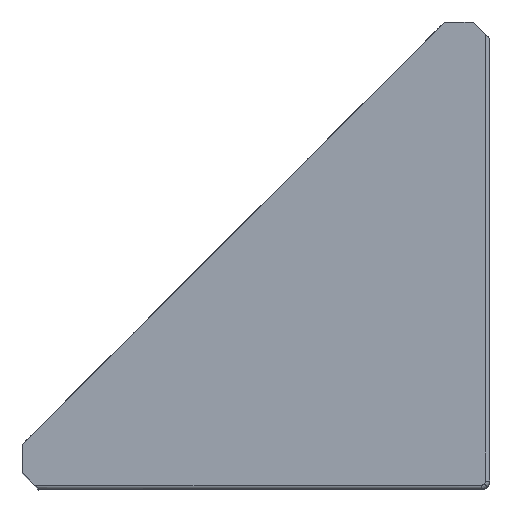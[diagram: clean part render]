
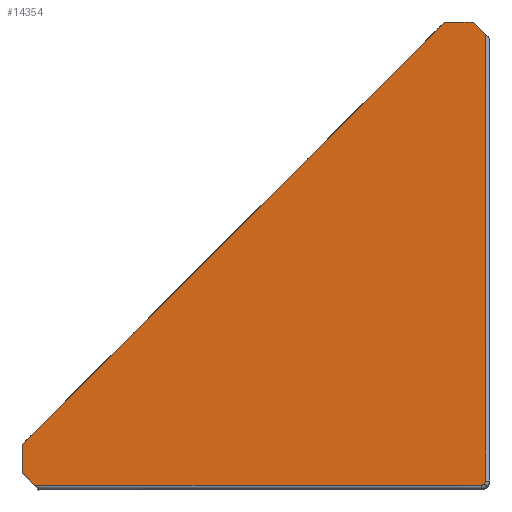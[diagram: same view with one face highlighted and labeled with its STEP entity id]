
A CAD part, top view. The second image highlights one B-rep face of the part: STEP entity #14354.
In plain terms, the highlighted planar face has unit normal (0.012, -0.012, 1).
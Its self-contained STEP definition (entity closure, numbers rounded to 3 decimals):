
#106 = CARTESIAN_POINT ( 'NONE',  ( -0.64, 0.64, 28.244 ) ) ;
#203 = VERTEX_POINT ( 'NONE', #5764 ) ;
#272 = EDGE_CURVE ( 'NONE', #203, #13492, #14311, .T. ) ;
#579 = CARTESIAN_POINT ( 'NONE',  ( -0.494, 55.494, 28.92 ) ) ;
#832 = LINE ( 'NONE', #913, #6582 ) ;
#913 = CARTESIAN_POINT ( 'NONE',  ( -55.001, 0.001, 28.907 ) ) ;
#949 = VERTEX_POINT ( 'NONE', #3185 ) ;
#1023 = CARTESIAN_POINT ( 'NONE',  ( -57., 5.5, 29. ) ) ;
#1138 = ORIENTED_EDGE ( 'NONE', *, *, #6329, .T. ) ;
#1231 = CARTESIAN_POINT ( 'NONE',  ( -0.494, 57.001, 28.938 ) ) ;
#1490 = EDGE_CURVE ( 'NONE', #8739, #10990, #2350, .T. ) ;
#1505 = CARTESIAN_POINT ( 'NONE',  ( -5.5, 57., 29. ) ) ;
#1545 = VECTOR ( 'NONE', #8094, 1000. ) ;
#1929 = LINE ( 'NONE', #1231, #1545 ) ;
#1995 = CARTESIAN_POINT ( 'NONE',  ( -0.494, 0.994, 28.247 ) ) ;
#2037 = VECTOR ( 'NONE', #7178, 1000. ) ;
#2350 = LINE ( 'NONE', #9233, #4669 ) ;
#2829 = VECTOR ( 'NONE', #10460, 1000. ) ;
#3185 = CARTESIAN_POINT ( 'NONE',  ( -57., 2., 28.957 ) ) ;
#3314 = LINE ( 'NONE', #11980, #12280 ) ;
#3582 = DIRECTION ( 'NONE',  ( 1., 0., -0.012 ) ) ;
#3709 = VERTEX_POINT ( 'NONE', #11520 ) ;
#3734 = EDGE_CURVE ( 'NONE', #8355, #949, #11799, .T. ) ;
#3983 = CARTESIAN_POINT ( 'NONE',  ( -0.494, 0.859, 28.245 ) ) ;
#4101 = EDGE_CURVE ( 'NONE', #949, #3709, #832, .T. ) ;
#4135 = EDGE_CURVE ( 'NONE', #3709, #203, #9899, .T. ) ;
#4524 = DIRECTION ( 'NONE',  ( 1., 0., -0.012 ) ) ;
#4539 = EDGE_CURVE ( 'NONE', #13492, #9711, #14180, .T. ) ;
#4669 = VECTOR ( 'NONE', #11444, 1000. ) ;
#4708 = AXIS2_PLACEMENT_3D ( 'NONE', #9264, #10355, #3582 ) ;
#4715 = CARTESIAN_POINT ( 'NONE',  ( -5.509, 0.494, 28.303 ) ) ;
#5245 = CARTESIAN_POINT ( 'NONE',  ( -0.64, 0.64, 28.244 ) ) ;
#5252 = CARTESIAN_POINT ( 'NONE',  ( -0.735, 0.545, 28.244 ) ) ;
#5313 = CARTESIAN_POINT ( 'NONE',  ( -0.994, 0.494, 28.247 ) ) ;
#5358 = EDGE_CURVE ( 'NONE', #9711, #14502, #1929, .T. ) ;
#5706 = CARTESIAN_POINT ( 'NONE',  ( -0.859, 0.494, 28.245 ) ) ;
#5744 = DIRECTION ( 'NONE',  ( 0.707, -0.707, -0.017 ) ) ;
#5764 = CARTESIAN_POINT ( 'NONE',  ( -0.994, 0.494, 28.247 ) ) ;
#5887 = ORIENTED_EDGE ( 'NONE', *, *, #4135, .T. ) ;
#6329 = EDGE_CURVE ( 'NONE', #14502, #8739, #3314, .T. ) ;
#6582 = VECTOR ( 'NONE', #5744, 1000. ) ;
#6872 = CARTESIAN_POINT ( 'NONE',  ( -5.5, 57., 29. ) ) ;
#7178 = DIRECTION ( 'NONE',  ( -0.707, -0.707, 0. ) ) ;
#7242 = EDGE_LOOP ( 'NONE', ( #10192, #5887, #11965, #14541, #11727, #1138, #12235, #14182, #13294 ) ) ;
#7473 = CARTESIAN_POINT ( 'NONE',  ( -0.545, 0.735, 28.244 ) ) ;
#7556 = FACE_OUTER_BOUND ( 'NONE', #7242, .T. ) ;
#8094 = DIRECTION ( 'NONE',  ( 0., 1., 0.012 ) ) ;
#8355 = VERTEX_POINT ( 'NONE', #1023 ) ;
#8739 = VERTEX_POINT ( 'NONE', #13218 ) ;
#9233 = CARTESIAN_POINT ( 'NONE',  ( -5.5, 57., 29. ) ) ;
#9264 = CARTESIAN_POINT ( 'NONE',  ( -5.5, 57., 29. ) ) ;
#9711 = VERTEX_POINT ( 'NONE', #1995 ) ;
#9899 = LINE ( 'NONE', #4715, #12134 ) ;
#10192 = ORIENTED_EDGE ( 'NONE', *, *, #4101, .T. ) ;
#10353 = CARTESIAN_POINT ( 'NONE',  ( -57., 56.992, 29.636 ) ) ;
#10355 = DIRECTION ( 'NONE',  ( 0.012, -0.012, 1. ) ) ;
#10460 = DIRECTION ( 'NONE',  ( 0., -1., -0.012 ) ) ;
#10760 = CARTESIAN_POINT ( 'NONE',  ( -0.494, 0.994, 28.247 ) ) ;
#10990 = VERTEX_POINT ( 'NONE', #6872 ) ;
#11429 = PLANE ( 'NONE',  #4708 ) ;
#11444 = DIRECTION ( 'NONE',  ( -1., 0., 0.012 ) ) ;
#11520 = CARTESIAN_POINT ( 'NONE',  ( -55.494, 0.494, 28.92 ) ) ;
#11727 = ORIENTED_EDGE ( 'NONE', *, *, #5358, .T. ) ;
#11799 = LINE ( 'NONE', #10353, #2829 ) ;
#11965 = ORIENTED_EDGE ( 'NONE', *, *, #272, .T. ) ;
#11980 = CARTESIAN_POINT ( 'NONE',  ( -2.001, 57.001, 28.957 ) ) ;
#12134 = VECTOR ( 'NONE', #4524, 1000. ) ;
#12152 = EDGE_CURVE ( 'NONE', #10990, #8355, #14290, .T. ) ;
#12235 = ORIENTED_EDGE ( 'NONE', *, *, #1490, .T. ) ;
#12280 = VECTOR ( 'NONE', #13091, 1000. ) ;
#13091 = DIRECTION ( 'NONE',  ( -0.707, 0.707, 0.017 ) ) ;
#13218 = CARTESIAN_POINT ( 'NONE',  ( -2., 57., 28.957 ) ) ;
#13294 = ORIENTED_EDGE ( 'NONE', *, *, #3734, .T. ) ;
#13492 = VERTEX_POINT ( 'NONE', #106 ) ;
#14048 = CARTESIAN_POINT ( 'NONE',  ( -0.64, 0.64, 28.244 ) ) ;
#14180 =( BOUNDED_CURVE ( )  B_SPLINE_CURVE ( 3, ( #14048, #7473, #3983, #10760 ),
 .UNSPECIFIED., .F., .T. ) 
 B_SPLINE_CURVE_WITH_KNOTS ( ( 4, 4 ),
 ( 0., 0.785 ),
 .UNSPECIFIED. ) 
 CURVE ( )  GEOMETRIC_REPRESENTATION_ITEM ( )  RATIONAL_B_SPLINE_CURVE ( ( 1., 0.949, 0.949, 1. ) ) 
 REPRESENTATION_ITEM ( '' )  );
#14182 = ORIENTED_EDGE ( 'NONE', *, *, #12152, .T. ) ;
#14290 = LINE ( 'NONE', #1505, #2037 ) ;
#14311 =( BOUNDED_CURVE ( )  B_SPLINE_CURVE ( 3, ( #5313, #5706, #5252, #5245 ),
 .UNSPECIFIED., .F., .F. ) 
 B_SPLINE_CURVE_WITH_KNOTS ( ( 4, 4 ),
 ( 5.498, 6.283 ),
 .UNSPECIFIED. ) 
 CURVE ( )  GEOMETRIC_REPRESENTATION_ITEM ( )  RATIONAL_B_SPLINE_CURVE ( ( 1., 0.949, 0.949, 1. ) ) 
 REPRESENTATION_ITEM ( '' )  );
#14354 = ADVANCED_FACE ( 'NONE', ( #7556 ), #11429, .T. ) ;
#14502 = VERTEX_POINT ( 'NONE', #579 ) ;
#14541 = ORIENTED_EDGE ( 'NONE', *, *, #4539, .T. ) ;
